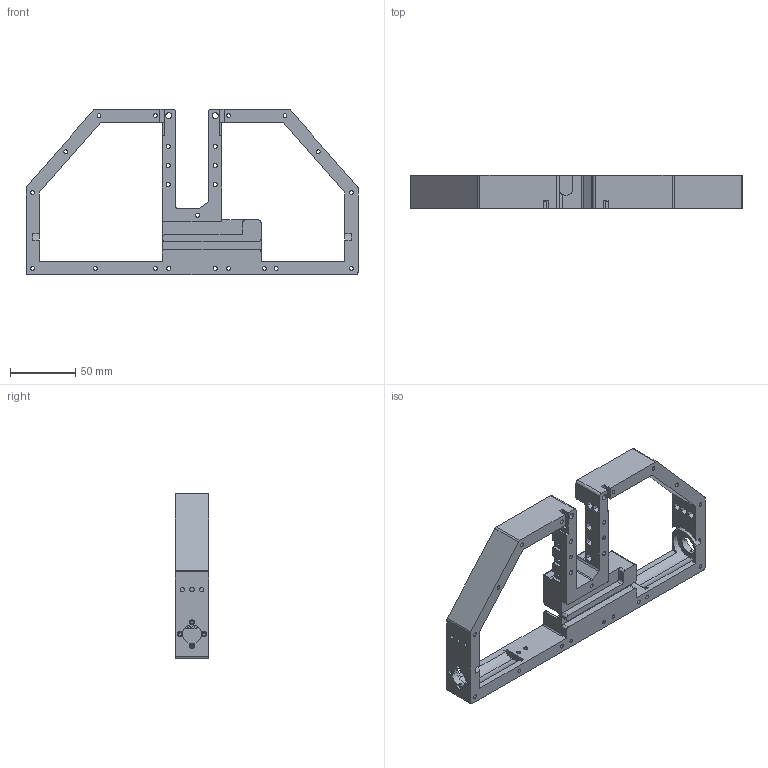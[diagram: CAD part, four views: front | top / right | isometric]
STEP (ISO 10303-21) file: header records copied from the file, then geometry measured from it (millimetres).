
FILE_DESCRIPTION (( 'STEP AP203' ), '1' );
FILE_NAME ('AtomBodyAP3.1.STEP', '2022-04-24T19:20:15', ( '' ), ( '' ), 'SwSTEP 2.0', 'SolidWorks 2021', '' );
FILE_SCHEMA (( 'CONFIG_CONTROL_DESIGN' ));
Length unit declared in the file: millimetre
Products named in the file (1): AtomBodyAP3.1
Bounding box: 254 x 25.4 x 127 mm (x, y, z)
Volume: 190619.4 mm3; surface area: 75658.7 mm2
Topology: 1 solids, 1 shells, 464 faces, 1341 edges, 894 vertices
Faces by surface type: plane 244, cylinder 220
Entity records: 15719 total; most frequent: DIRECTION 2730, CARTESIAN_POINT 2720, ORIENTED_EDGE 2682, EDGE_CURVE 1341, AXIS2_PLACEMENT_3D 926, VERTEX_POINT 894, VECTOR 878, LINE 878
